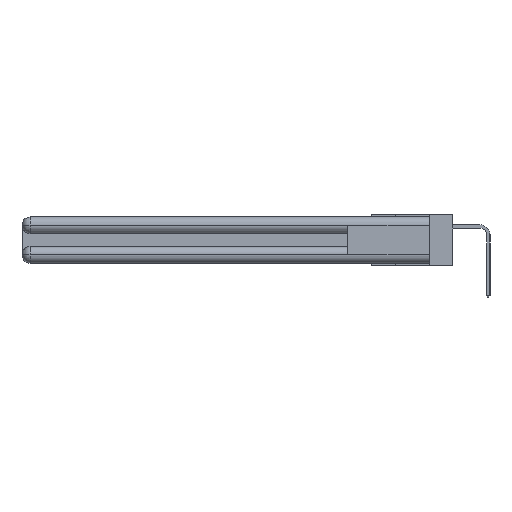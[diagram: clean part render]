
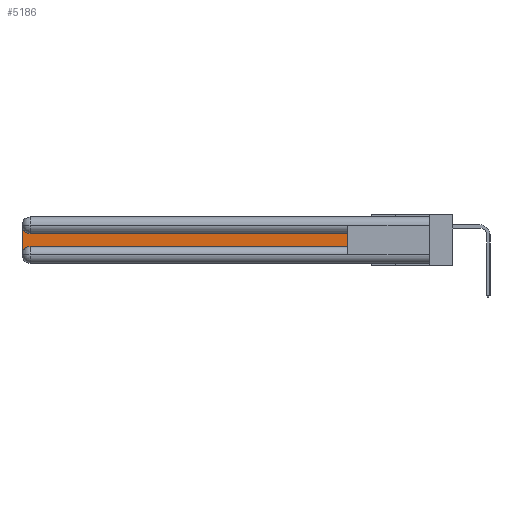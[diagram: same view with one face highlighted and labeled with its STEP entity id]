
A CAD part, left-side view. The second image highlights one B-rep face of the part: STEP entity #5186.
In plain terms, the highlighted planar face has unit normal (-1, 0, 0).
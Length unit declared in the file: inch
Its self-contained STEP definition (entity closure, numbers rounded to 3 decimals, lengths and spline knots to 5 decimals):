
#645 = CARTESIAN_POINT ( 'NONE',  ( 0.075, 3., -0.2175 ) ) ;
#1270 = AXIS2_PLACEMENT_3D ( 'NONE', #10576, #25387, #1793 ) ;
#1643 = CARTESIAN_POINT ( 'NONE',  ( 0.075, 0.6, -0.1225 ) ) ;
#1793 = DIRECTION ( 'NONE',  ( 0., 0., -1. ) ) ;
#2123 = EDGE_CURVE ( 'NONE', #19578, #6422, #25896, .T. ) ;
#2370 = DIRECTION ( 'NONE',  ( 1., 0., 0. ) ) ;
#4799 = CARTESIAN_POINT ( 'NONE',  ( 0.075, 0.6, -0.2175 ) ) ;
#4940 = VECTOR ( 'NONE', #14441, 39.37008 ) ;
#5085 = DIRECTION ( 'NONE',  ( 0., -1., 0. ) ) ;
#5186 = ADVANCED_FACE ( 'NONE', ( #24365 ), #23446, .F. ) ;
#6422 = VERTEX_POINT ( 'NONE', #6647 ) ;
#6647 = CARTESIAN_POINT ( 'NONE',  ( 0.075, 0.6, -0.2175 ) ) ;
#6798 = CARTESIAN_POINT ( 'NONE',  ( 0.075, 2.94, -0.2175 ) ) ;
#8467 = CIRCLE ( 'NONE', #14629, 0.06 ) ;
#8536 = EDGE_CURVE ( 'NONE', #10450, #14977, #13450, .T. ) ;
#8606 = CARTESIAN_POINT ( 'NONE',  ( 0.075, 0.6, -0.2175 ) ) ;
#8666 = ORIENTED_EDGE ( 'NONE', *, *, #2123, .T. ) ;
#9231 = DIRECTION ( 'NONE',  ( 0., 0., -1. ) ) ;
#9395 = VERTEX_POINT ( 'NONE', #17532 ) ;
#10450 = VERTEX_POINT ( 'NONE', #1643 ) ;
#10522 = ORIENTED_EDGE ( 'NONE', *, *, #17421, .T. ) ;
#10576 = CARTESIAN_POINT ( 'NONE',  ( 0.075, 3., -0.1225 ) ) ;
#11964 = EDGE_CURVE ( 'NONE', #6422, #10450, #12900, .T. ) ;
#12900 = LINE ( 'NONE', #8606, #19979 ) ;
#13450 = LINE ( 'NONE', #25143, #4940 ) ;
#14156 = ORIENTED_EDGE ( 'NONE', *, *, #18354, .T. ) ;
#14441 = DIRECTION ( 'NONE',  ( 0., 1., 0. ) ) ;
#14629 = AXIS2_PLACEMENT_3D ( 'NONE', #15333, #2370, #17198 ) ;
#14711 = VERTEX_POINT ( 'NONE', #15954 ) ;
#14977 = VERTEX_POINT ( 'NONE', #17236 ) ;
#15047 = DIRECTION ( 'NONE',  ( 0., 0., 1. ) ) ;
#15333 = CARTESIAN_POINT ( 'NONE',  ( 0.075, 2.94, -0.2775 ) ) ;
#15954 = CARTESIAN_POINT ( 'NONE',  ( 0.075, 3., -0.0625 ) ) ;
#16600 = LINE ( 'NONE', #645, #20599 ) ;
#17198 = DIRECTION ( 'NONE',  ( 0., 0., -1. ) ) ;
#17236 = CARTESIAN_POINT ( 'NONE',  ( 0.075, 2.94, -0.1225 ) ) ;
#17421 = EDGE_CURVE ( 'NONE', #14711, #9395, #16600, .T. ) ;
#17498 = DIRECTION ( 'NONE',  ( 0., 0., -1. ) ) ;
#17532 = CARTESIAN_POINT ( 'NONE',  ( 0.075, 3., -0.2775 ) ) ;
#17596 = CARTESIAN_POINT ( 'NONE',  ( 0.075, 2.94, -0.0625 ) ) ;
#17807 = VECTOR ( 'NONE', #5085, 39.37008 ) ;
#17890 = EDGE_CURVE ( 'NONE', #14977, #14711, #26723, .T. ) ;
#18108 = ORIENTED_EDGE ( 'NONE', *, *, #11964, .T. ) ;
#18241 = EDGE_LOOP ( 'NONE', ( #21445, #19821, #10522, #14156, #8666, #18108 ) ) ;
#18354 = EDGE_CURVE ( 'NONE', #9395, #19578, #8467, .T. ) ;
#19578 = VERTEX_POINT ( 'NONE', #6798 ) ;
#19821 = ORIENTED_EDGE ( 'NONE', *, *, #17890, .T. ) ;
#19979 = VECTOR ( 'NONE', #15047, 39.37008 ) ;
#20599 = VECTOR ( 'NONE', #9231, 39.37008 ) ;
#21445 = ORIENTED_EDGE ( 'NONE', *, *, #8536, .T. ) ;
#23446 = PLANE ( 'NONE',  #1270 ) ;
#23602 = AXIS2_PLACEMENT_3D ( 'NONE', #17596, #26456, #17498 ) ;
#24365 = FACE_OUTER_BOUND ( 'NONE', #18241, .T. ) ;
#25143 = CARTESIAN_POINT ( 'NONE',  ( 0.075, 0.6, -0.1225 ) ) ;
#25387 = DIRECTION ( 'NONE',  ( 1., 0., 0. ) ) ;
#25896 = LINE ( 'NONE', #4799, #17807 ) ;
#26456 = DIRECTION ( 'NONE',  ( 1., 0., 0. ) ) ;
#26723 = CIRCLE ( 'NONE', #23602, 0.06 ) ;
